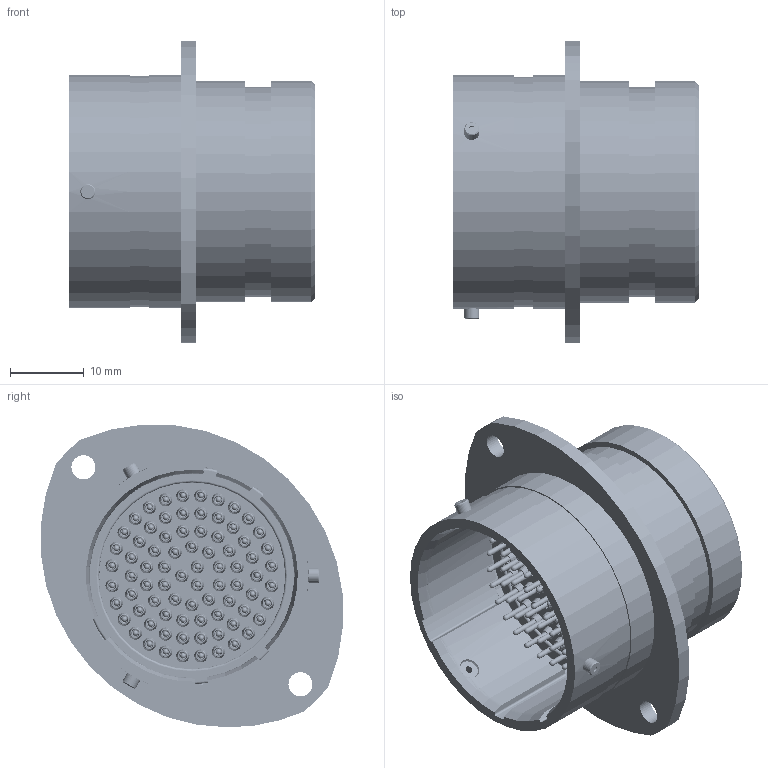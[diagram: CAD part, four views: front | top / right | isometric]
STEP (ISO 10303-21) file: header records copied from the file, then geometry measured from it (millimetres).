
FILE_DESCRIPTION (( 'STEP AP214' ), '1' );
FILE_NAME ('AS020-35PB.STEP', '2020-06-23T14:42:32', ( 'TE Connectivity' ), ( 'TE Connectivity' ), 'SwSTEP 2.0', 'SolidWorks 2016', '' );
FILE_SCHEMA (( 'AUTOMOTIVE_DESIGN' ));
Length unit declared in the file: millimetre
Products named in the file (1): AS020-35PB
Bounding box: 33.31 x 40.96 x 41.04 mm (x, y, z)
Volume: 14941.4 mm3; surface area: 18454.4 mm2
Topology: 167 solids, 167 shells, 5429 faces, 11094 edges, 6323 vertices
Faces by surface type: torus 2234, cylinder 1684, cone 810, plane 685, sphere 16
Entity records: 205866 total; most frequent: DIRECTION 30401, CARTESIAN_POINT 23133, ORIENTED_EDGE 22152, AXIS2_PLACEMENT_3D 13939, EDGE_CURVE 11076, CIRCLE 8511, VERTEX_POINT 6317, EDGE_LOOP 6251
